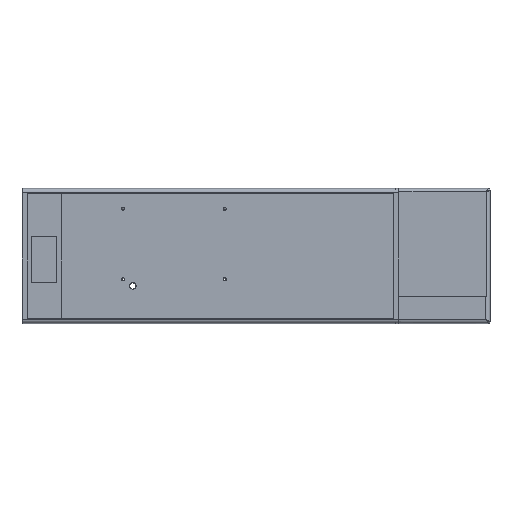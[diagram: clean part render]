
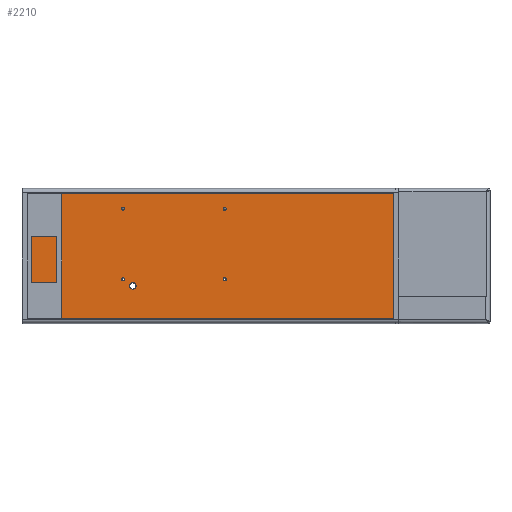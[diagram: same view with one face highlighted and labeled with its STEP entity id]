
A CAD part, top view. The second image highlights one B-rep face of the part: STEP entity #2210.
In plain terms, the highlighted planar face has unit normal (0, 0, 1).
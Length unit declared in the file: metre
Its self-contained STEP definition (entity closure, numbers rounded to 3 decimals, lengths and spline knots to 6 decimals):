
#53=ELLIPSE('',#2390,0.003169,0.003146);
#54=ELLIPSE('',#2391,0.001511,0.0015);
#55=ELLIPSE('',#2392,0.001511,0.0015);
#56=ELLIPSE('',#2393,0.001511,0.0015);
#57=ELLIPSE('',#2394,0.001511,0.0015);
#295=ORIENTED_EDGE('',*,*,#890,.F.);
#296=ORIENTED_EDGE('',*,*,#891,.F.);
#297=ORIENTED_EDGE('',*,*,#892,.F.);
#298=ORIENTED_EDGE('',*,*,#893,.F.);
#299=ORIENTED_EDGE('',*,*,#894,.F.);
#300=ORIENTED_EDGE('',*,*,#859,.F.);
#301=ORIENTED_EDGE('',*,*,#868,.T.);
#302=ORIENTED_EDGE('',*,*,#895,.T.);
#303=ORIENTED_EDGE('',*,*,#896,.F.);
#859=EDGE_CURVE('',#1164,#1165,#1375,.T.);
#868=EDGE_CURVE('',#1164,#1173,#1384,.T.);
#890=EDGE_CURVE('',#1186,#1186,#53,.T.);
#891=EDGE_CURVE('',#1187,#1187,#54,.T.);
#892=EDGE_CURVE('',#1188,#1188,#55,.T.);
#893=EDGE_CURVE('',#1189,#1189,#56,.T.);
#894=EDGE_CURVE('',#1190,#1190,#57,.T.);
#895=EDGE_CURVE('',#1173,#1191,#1401,.T.);
#896=EDGE_CURVE('',#1165,#1191,#1402,.T.);
#1164=VERTEX_POINT('',#3357);
#1165=VERTEX_POINT('',#3359);
#1173=VERTEX_POINT('',#3376);
#1186=VERTEX_POINT('',#3417);
#1187=VERTEX_POINT('',#3419);
#1188=VERTEX_POINT('',#3421);
#1189=VERTEX_POINT('',#3423);
#1190=VERTEX_POINT('',#3425);
#1191=VERTEX_POINT('',#3427);
#1375=LINE('',#3358,#1617);
#1384=LINE('',#3377,#1626);
#1401=LINE('',#3426,#1643);
#1402=LINE('',#3428,#1644);
#1617=VECTOR('',#2677,1.);
#1626=VECTOR('',#2688,1.);
#1643=VECTOR('',#2735,1.);
#1644=VECTOR('',#2736,1.);
#1814=EDGE_LOOP('',(#295));
#1815=EDGE_LOOP('',(#296));
#1816=EDGE_LOOP('',(#297));
#1817=EDGE_LOOP('',(#298));
#1818=EDGE_LOOP('',(#299));
#1819=EDGE_LOOP('',(#300,#301,#302,#303));
#1975=FACE_BOUND('',#1814,.T.);
#1976=FACE_BOUND('',#1815,.T.);
#1977=FACE_BOUND('',#1816,.T.);
#1978=FACE_BOUND('',#1817,.T.);
#1979=FACE_BOUND('',#1818,.T.);
#1980=FACE_BOUND('',#1819,.T.);
#2127=PLANE('',#2389);
#2210=ADVANCED_FACE('',(#1975,#1976,#1977,#1978,#1979,#1980),#2127,.T.);
#2389=AXIS2_PLACEMENT_3D('',#3415,#2723,#2724);
#2390=AXIS2_PLACEMENT_3D('',#3416,#2725,#2726);
#2391=AXIS2_PLACEMENT_3D('',#3418,#2727,#2728);
#2392=AXIS2_PLACEMENT_3D('',#3420,#2729,#2730);
#2393=AXIS2_PLACEMENT_3D('',#3422,#2731,#2732);
#2394=AXIS2_PLACEMENT_3D('',#3424,#2733,#2734);
#2677=DIRECTION('',(1.,0.,0.));
#2688=DIRECTION('',(0.,-1.,0.));
#2723=DIRECTION('',(0.,0.,1.));
#2724=DIRECTION('',(1.,0.,0.));
#2725=DIRECTION('',(0.,0.,1.));
#2726=DIRECTION('',(0.,-1.,0.));
#2727=DIRECTION('',(0.,0.,1.));
#2728=DIRECTION('',(0.,-1.,0.));
#2729=DIRECTION('',(0.,0.,1.));
#2730=DIRECTION('',(0.,-1.,0.));
#2731=DIRECTION('',(0.,0.,1.));
#2732=DIRECTION('',(0.,-1.,0.));
#2733=DIRECTION('',(0.,0.,1.));
#2734=DIRECTION('',(0.,-1.,0.));
#2735=DIRECTION('',(1.,0.,0.));
#2736=DIRECTION('',(0.,-1.,0.));
#3357=CARTESIAN_POINT('',(-0.204133,0.069652,0.));
#3358=CARTESIAN_POINT('',(-0.029133,0.069652,0.));
#3359=CARTESIAN_POINT('',(0.145867,0.069652,0.));
#3376=CARTESIAN_POINT('',(-0.204133,-0.049348,0.));
#3377=CARTESIAN_POINT('',(-0.204133,0.010152,0.));
#3415=CARTESIAN_POINT('',(-0.029133,0.010152,0.));
#3416=CARTESIAN_POINT('',(-0.103295,-0.018255,0.));
#3417=CARTESIAN_POINT('',(-0.103295,-0.021424,0.));
#3418=CARTESIAN_POINT('',(-0.015633,-0.0122,0.));
#3419=CARTESIAN_POINT('',(-0.015633,-0.013711,0.));
#3420=CARTESIAN_POINT('',(-0.015633,0.055303,0.));
#3421=CARTESIAN_POINT('',(-0.015633,0.053792,0.));
#3422=CARTESIAN_POINT('',(-0.112633,0.055303,0.));
#3423=CARTESIAN_POINT('',(-0.112633,0.053792,0.));
#3424=CARTESIAN_POINT('',(-0.112633,-0.0122,0.));
#3425=CARTESIAN_POINT('',(-0.112633,-0.013711,0.));
#3426=CARTESIAN_POINT('',(-0.029133,-0.049348,0.));
#3427=CARTESIAN_POINT('',(0.145867,-0.049348,0.));
#3428=CARTESIAN_POINT('',(0.145867,0.010152,0.));
